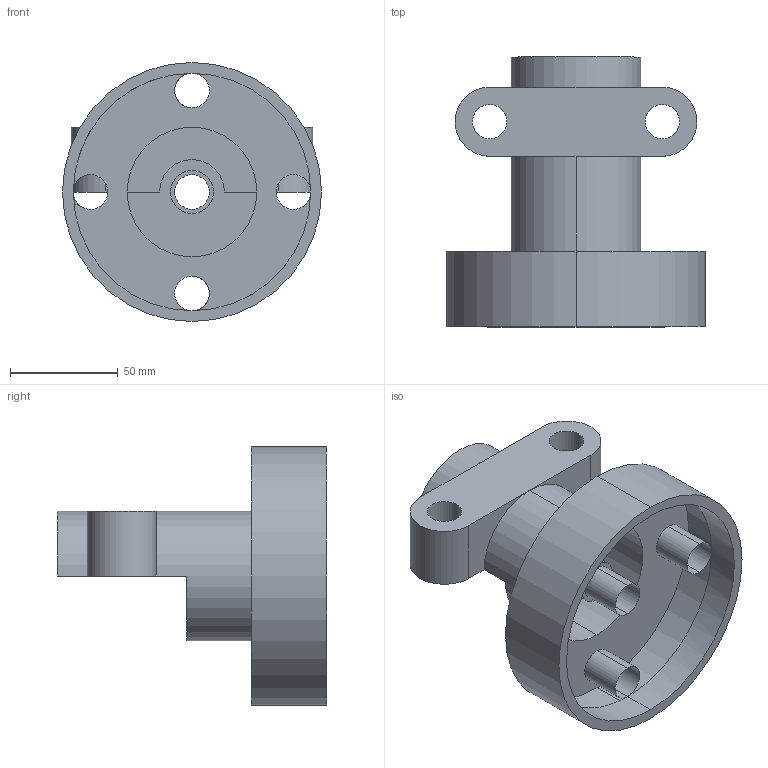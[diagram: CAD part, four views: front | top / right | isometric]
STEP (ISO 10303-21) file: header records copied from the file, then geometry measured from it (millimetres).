
FILE_DESCRIPTION (( 'STEP AP203' ), '1' );
FILE_NAME ('Component3.STEP', '2020-02-24T05:48:56', ( '' ), ( '' ), 'SwSTEP 2.0', 'SolidWorks 2016', '' );
FILE_SCHEMA (( 'CONFIG_CONTROL_DESIGN' ));
Length unit declared in the file: millimetre
Products named in the file (1): Component3
Bounding box: 120 x 125 x 120 mm (x, y, z)
Volume: 415825 mm3; surface area: 70828.6 mm2
Topology: 1 solids, 1 shells, 40 faces, 106 edges, 67 vertices
Faces by surface type: cylinder 27, plane 13
Entity records: 1368 total; most frequent: DIRECTION 249, CARTESIAN_POINT 214, ORIENTED_EDGE 212, EDGE_CURVE 106, AXIS2_PLACEMENT_3D 102, VERTEX_POINT 67, CIRCLE 61, EDGE_LOOP 53
